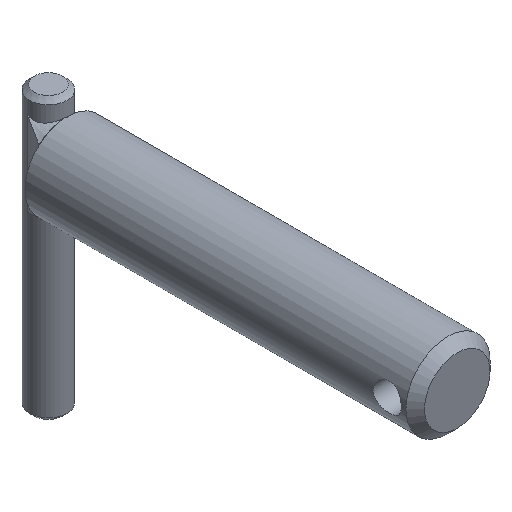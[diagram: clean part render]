
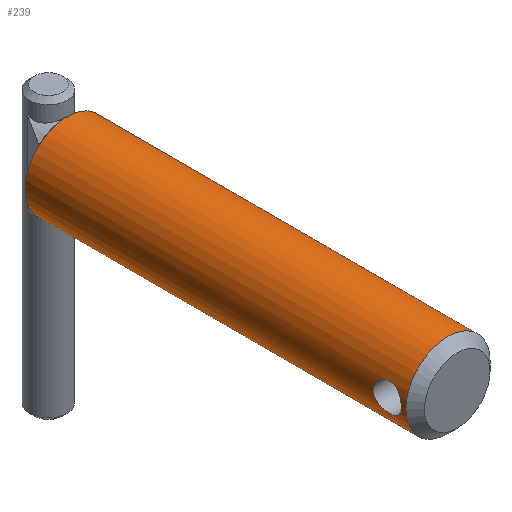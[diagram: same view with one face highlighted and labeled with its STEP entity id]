
A CAD part, isometric view. The second image highlights one B-rep face of the part: STEP entity #239.
In plain terms, the highlighted cylindrical face has radius 9 mm (diameter 18 mm), a full revolution.
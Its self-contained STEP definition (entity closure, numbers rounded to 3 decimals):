
#23=FACE_BOUND('',#102,.T.);
#24=CIRCLE('',#319,9.);
#25=CIRCLE('',#320,9.);
#27=CIRCLE('',#323,9.);
#51=CYLINDRICAL_SURFACE('',#322,9.);
#58=LINE('',#5982,#68);
#59=LINE('',#5983,#69);
#68=VECTOR('',#372,9.);
#69=VECTOR('',#373,9.);
#86=FACE_OUTER_BOUND('',#101,.T.);
#101=EDGE_LOOP('',(#199,#200,#201,#202,#203,#204,#205,#206,#207));
#102=EDGE_LOOP('',(#208,#209));
#116=B_SPLINE_CURVE_WITH_KNOTS('',3,(#5895,#5896,#5897,#5898,#5899,#5900,
#5901,#5902,#5903,#5904,#5905,#5906,#5907,#5908,#5909,#5910,#5911,#5912),
 .UNSPECIFIED.,.F.,.F.,(4,2,2,2,2,2,2,2,4),(0.456,0.57,
0.684,0.798,0.912,1.026,1.14,
1.254,1.367),.UNSPECIFIED.);
#117=B_SPLINE_CURVE_WITH_KNOTS('',3,(#5916,#5917,#5918,#5919,#5920,#5921,
#5922,#5923,#5924,#5925,#5926,#5927,#5928,#5929,#5930,#5931,#5932,#5933,
#5934,#5935,#5936,#5937,#5938,#5939,#5940,#5941),.UNSPECIFIED.,.F.,.F.,
(4,2,2,2,2,2,2,2,2,2,2,2,4),(0.,0.114,0.228,0.342,
0.456,0.57,0.684,0.798,
0.912,1.026,1.14,1.254,1.367),
 .UNSPECIFIED.);
#118=B_SPLINE_CURVE_WITH_KNOTS('',3,(#5942,#5943,#5944,#5945,#5946,#5947,
#5948,#5949,#5950,#5951),.UNSPECIFIED.,.F.,.F.,(4,2,2,2,4),(1.367,
1.481,1.595,1.709,1.823),
 .UNSPECIFIED.);
#119=B_SPLINE_CURVE_WITH_KNOTS('',3,(#5952,#5953,#5954,#5955,#5956,#5957,
#5958,#5959,#5960,#5961,#5962,#5963,#5964,#5965,#5966,#5967,#5968,#5969,
#5970),.UNSPECIFIED.,.F.,.F.,(4,2,2,2,3,2,2,2,4),(1.367,1.481,
1.595,1.709,1.823,1.937,2.051,
2.165,2.279),.UNSPECIFIED.);
#126=VERTEX_POINT('',#5893);
#127=VERTEX_POINT('',#5894);
#128=VERTEX_POINT('',#5913);
#129=VERTEX_POINT('',#5915);
#130=VERTEX_POINT('',#5972);
#131=VERTEX_POINT('',#5973);
#133=VERTEX_POINT('',#5980);
#149=EDGE_CURVE('',#126,#127,#116,.T.);
#151=EDGE_CURVE('',#129,#128,#117,.T.);
#152=EDGE_CURVE('',#128,#129,#118,.T.);
#153=EDGE_CURVE('',#127,#126,#119,.T.);
#154=EDGE_CURVE('',#130,#131,#24,.T.);
#155=EDGE_CURVE('',#131,#130,#25,.T.);
#158=EDGE_CURVE('',#133,#133,#27,.T.);
#159=EDGE_CURVE('',#133,#127,#58,.T.);
#160=EDGE_CURVE('',#126,#131,#59,.T.);
#199=ORIENTED_EDGE('',*,*,#158,.F.);
#200=ORIENTED_EDGE('',*,*,#159,.T.);
#201=ORIENTED_EDGE('',*,*,#153,.T.);
#202=ORIENTED_EDGE('',*,*,#160,.T.);
#203=ORIENTED_EDGE('',*,*,#154,.F.);
#204=ORIENTED_EDGE('',*,*,#155,.F.);
#205=ORIENTED_EDGE('',*,*,#160,.F.);
#206=ORIENTED_EDGE('',*,*,#149,.T.);
#207=ORIENTED_EDGE('',*,*,#159,.F.);
#208=ORIENTED_EDGE('',*,*,#151,.T.);
#209=ORIENTED_EDGE('',*,*,#152,.T.);
#239=ADVANCED_FACE('',(#86,#23),#51,.T.);
#319=AXIS2_PLACEMENT_3D('',#5974,#361,#362);
#320=AXIS2_PLACEMENT_3D('',#5975,#363,#364);
#322=AXIS2_PLACEMENT_3D('',#5979,#368,#369);
#323=AXIS2_PLACEMENT_3D('',#5981,#370,#371);
#361=DIRECTION('center_axis',(0.,-1.,0.));
#362=DIRECTION('ref_axis',(1.,0.,0.));
#363=DIRECTION('center_axis',(0.,-1.,0.));
#364=DIRECTION('ref_axis',(1.,0.,0.));
#368=DIRECTION('center_axis',(0.,1.,0.));
#369=DIRECTION('ref_axis',(-1.,0.,0.));
#370=DIRECTION('center_axis',(0.,1.,0.));
#371=DIRECTION('ref_axis',(-1.,0.,0.));
#372=DIRECTION('',(0.,-1.,0.));
#373=DIRECTION('',(0.,-1.,0.));
#5893=CARTESIAN_POINT('',(9.,3.,0.));
#5894=CARTESIAN_POINT('',(9.,9.,0.));
#5895=CARTESIAN_POINT('Ctrl Pts',(9.,3.,0.));
#5896=CARTESIAN_POINT('Ctrl Pts',(9.,3.,0.38));
#5897=CARTESIAN_POINT('Ctrl Pts',(8.974,3.076,0.783));
#5898=CARTESIAN_POINT('Ctrl Pts',(8.878,3.384,1.521));
#5899=CARTESIAN_POINT('Ctrl Pts',(8.811,3.614,1.857));
#5900=CARTESIAN_POINT('Ctrl Pts',(8.682,4.143,2.386));
#5901=CARTESIAN_POINT('Ctrl Pts',(8.613,4.479,2.616));
#5902=CARTESIAN_POINT('Ctrl Pts',(8.513,5.217,2.923));
#5903=CARTESIAN_POINT('Ctrl Pts',(8.485,5.62,3.));
#5904=CARTESIAN_POINT('Ctrl Pts',(8.485,6.38,3.));
#5905=CARTESIAN_POINT('Ctrl Pts',(8.513,6.783,2.923));
#5906=CARTESIAN_POINT('Ctrl Pts',(8.613,7.521,2.616));
#5907=CARTESIAN_POINT('Ctrl Pts',(8.682,7.857,2.386));
#5908=CARTESIAN_POINT('Ctrl Pts',(8.811,8.386,1.857));
#5909=CARTESIAN_POINT('Ctrl Pts',(8.878,8.616,1.521));
#5910=CARTESIAN_POINT('Ctrl Pts',(8.974,8.924,0.783));
#5911=CARTESIAN_POINT('Ctrl Pts',(9.,9.,0.38));
#5912=CARTESIAN_POINT('Ctrl Pts',(9.,9.,0.));
#5913=CARTESIAN_POINT('',(-9.,3.,0.));
#5915=CARTESIAN_POINT('',(-8.485,6.,-3.));
#5916=CARTESIAN_POINT('Ctrl Pts',(-8.485,6.,-3.));
#5917=CARTESIAN_POINT('Ctrl Pts',(-8.485,6.38,-3.));
#5918=CARTESIAN_POINT('Ctrl Pts',(-8.513,6.783,-2.923));
#5919=CARTESIAN_POINT('Ctrl Pts',(-8.613,7.521,-2.616));
#5920=CARTESIAN_POINT('Ctrl Pts',(-8.682,7.857,-2.386));
#5921=CARTESIAN_POINT('Ctrl Pts',(-8.811,8.386,-1.857));
#5922=CARTESIAN_POINT('Ctrl Pts',(-8.878,8.616,-1.521));
#5923=CARTESIAN_POINT('Ctrl Pts',(-8.974,8.924,-0.783));
#5924=CARTESIAN_POINT('Ctrl Pts',(-9.,9.,-0.38));
#5925=CARTESIAN_POINT('Ctrl Pts',(-9.,9.,0.38));
#5926=CARTESIAN_POINT('Ctrl Pts',(-8.974,8.924,0.783));
#5927=CARTESIAN_POINT('Ctrl Pts',(-8.878,8.616,1.521));
#5928=CARTESIAN_POINT('Ctrl Pts',(-8.811,8.386,1.857));
#5929=CARTESIAN_POINT('Ctrl Pts',(-8.682,7.857,2.386));
#5930=CARTESIAN_POINT('Ctrl Pts',(-8.613,7.521,2.616));
#5931=CARTESIAN_POINT('Ctrl Pts',(-8.513,6.783,2.923));
#5932=CARTESIAN_POINT('Ctrl Pts',(-8.485,6.38,3.));
#5933=CARTESIAN_POINT('Ctrl Pts',(-8.485,5.62,3.));
#5934=CARTESIAN_POINT('Ctrl Pts',(-8.513,5.217,2.923));
#5935=CARTESIAN_POINT('Ctrl Pts',(-8.613,4.479,2.616));
#5936=CARTESIAN_POINT('Ctrl Pts',(-8.682,4.143,2.386));
#5937=CARTESIAN_POINT('Ctrl Pts',(-8.811,3.614,1.857));
#5938=CARTESIAN_POINT('Ctrl Pts',(-8.878,3.384,1.521));
#5939=CARTESIAN_POINT('Ctrl Pts',(-8.974,3.076,0.783));
#5940=CARTESIAN_POINT('Ctrl Pts',(-9.,3.,0.38));
#5941=CARTESIAN_POINT('Ctrl Pts',(-9.,3.,0.));
#5942=CARTESIAN_POINT('Ctrl Pts',(-9.,3.,0.));
#5943=CARTESIAN_POINT('Ctrl Pts',(-9.,3.,-0.38));
#5944=CARTESIAN_POINT('Ctrl Pts',(-8.974,3.076,-0.783));
#5945=CARTESIAN_POINT('Ctrl Pts',(-8.878,3.384,-1.521));
#5946=CARTESIAN_POINT('Ctrl Pts',(-8.811,3.614,-1.857));
#5947=CARTESIAN_POINT('Ctrl Pts',(-8.682,4.143,-2.386));
#5948=CARTESIAN_POINT('Ctrl Pts',(-8.613,4.479,-2.616));
#5949=CARTESIAN_POINT('Ctrl Pts',(-8.513,5.217,-2.923));
#5950=CARTESIAN_POINT('Ctrl Pts',(-8.485,5.62,-3.));
#5951=CARTESIAN_POINT('Ctrl Pts',(-8.485,6.,-3.));
#5952=CARTESIAN_POINT('Ctrl Pts',(9.,9.,0.));
#5953=CARTESIAN_POINT('Ctrl Pts',(9.,9.,-0.38));
#5954=CARTESIAN_POINT('Ctrl Pts',(8.974,8.924,-0.783));
#5955=CARTESIAN_POINT('Ctrl Pts',(8.878,8.616,-1.521));
#5956=CARTESIAN_POINT('Ctrl Pts',(8.811,8.386,-1.857));
#5957=CARTESIAN_POINT('Ctrl Pts',(8.682,7.857,-2.386));
#5958=CARTESIAN_POINT('Ctrl Pts',(8.613,7.521,-2.616));
#5959=CARTESIAN_POINT('Ctrl Pts',(8.513,6.783,-2.923));
#5960=CARTESIAN_POINT('Ctrl Pts',(8.485,6.38,-3.));
#5961=CARTESIAN_POINT('Ctrl Pts',(8.485,6.,-3.));
#5962=CARTESIAN_POINT('Ctrl Pts',(8.485,5.62,-3.));
#5963=CARTESIAN_POINT('Ctrl Pts',(8.513,5.217,-2.923));
#5964=CARTESIAN_POINT('Ctrl Pts',(8.613,4.479,-2.616));
#5965=CARTESIAN_POINT('Ctrl Pts',(8.682,4.143,-2.386));
#5966=CARTESIAN_POINT('Ctrl Pts',(8.811,3.614,-1.857));
#5967=CARTESIAN_POINT('Ctrl Pts',(8.878,3.384,-1.521));
#5968=CARTESIAN_POINT('Ctrl Pts',(8.974,3.076,-0.783));
#5969=CARTESIAN_POINT('Ctrl Pts',(9.,3.,-0.38));
#5970=CARTESIAN_POINT('Ctrl Pts',(9.,3.,0.));
#5972=CARTESIAN_POINT('',(-9.,2.,0.));
#5973=CARTESIAN_POINT('',(9.,2.,0.));
#5974=CARTESIAN_POINT('Origin',(0.,2.,0.));
#5975=CARTESIAN_POINT('Origin',(0.,2.,0.));
#5979=CARTESIAN_POINT('Origin',(0.,0.,0.));
#5980=CARTESIAN_POINT('',(9.,83.5,0.));
#5981=CARTESIAN_POINT('Origin',(0.,83.5,0.));
#5982=CARTESIAN_POINT('',(9.,0.,0.));
#5983=CARTESIAN_POINT('',(9.,0.,0.));
